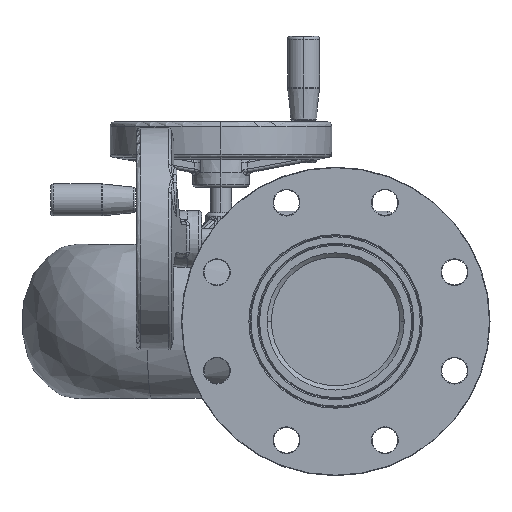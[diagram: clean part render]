
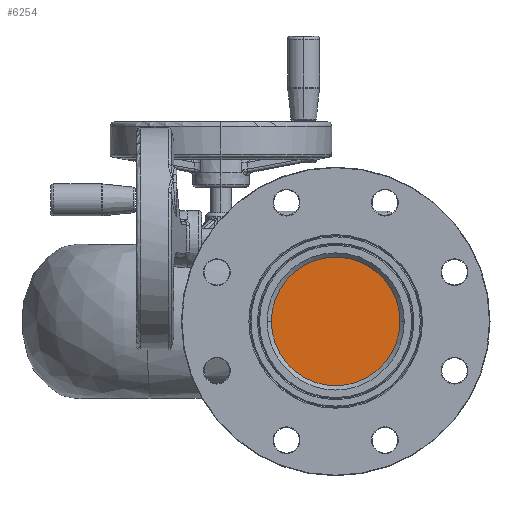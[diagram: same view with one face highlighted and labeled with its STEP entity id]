
A CAD part, front view. The second image highlights one B-rep face of the part: STEP entity #6254.
In plain terms, the highlighted planar face has unit normal (0, -1, 0).
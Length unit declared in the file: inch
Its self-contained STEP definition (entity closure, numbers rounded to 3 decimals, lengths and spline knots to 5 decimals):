
#469 = VERTEX_POINT ( 'NONE', #14944 ) ;
#470 = VERTEX_POINT ( 'NONE', #14945 ) ;
#5324 = CARTESIAN_POINT ( 'NONE',  ( 0., -4.5, 0. ) ) ;
#5329 = DIRECTION ( 'NONE',  ( 0., 1., 0. ) ) ;
#5330 = DIRECTION ( 'NONE',  ( 0., 0., -1. ) ) ;
#6254 = ADVANCED_FACE ( 'NONE', ( #38724 ), #15043, .T. ) ;
#13681 = EDGE_LOOP ( 'NONE', ( #41710, #41712 ) ) ;
#14944 = CARTESIAN_POINT ( 'NONE',  ( 0., -4.5, -2.5 ) ) ;
#14945 = CARTESIAN_POINT ( 'NONE',  ( 0., -4.5, 2.5 ) ) ;
#15043 = PLANE ( 'NONE',  #38076 ) ;
#15252 = CARTESIAN_POINT ( 'NONE',  ( 0., -4.5, -4.92834 ) ) ;
#15259 = DIRECTION ( 'NONE',  ( 0., -1., 0. ) ) ;
#15260 = DIRECTION ( 'NONE',  ( 0., 0., -1. ) ) ;
#18439 = CIRCLE ( 'NONE', #24396, 2.5 ) ;
#18646 = CIRCLE ( 'NONE', #24460, 2.5 ) ;
#24396 = AXIS2_PLACEMENT_3D ( 'NONE', #43709, #43720, #43722 ) ;
#24460 = AXIS2_PLACEMENT_3D ( 'NONE', #5324, #5329, #5330 ) ;
#38076 = AXIS2_PLACEMENT_3D ( 'NONE', #15252, #15259, #15260 ) ;
#38724 = FACE_OUTER_BOUND ( 'NONE', #13681, .T. ) ;
#41358 = EDGE_CURVE ( 'NONE', #470, #469, #18439, .T. ) ;
#41710 = ORIENTED_EDGE ( 'NONE', *, *, #41921, .F. ) ;
#41712 = ORIENTED_EDGE ( 'NONE', *, *, #41358, .F. ) ;
#41921 = EDGE_CURVE ( 'NONE', #469, #470, #18646, .T. ) ;
#43709 = CARTESIAN_POINT ( 'NONE',  ( 0., -4.5, 0. ) ) ;
#43720 = DIRECTION ( 'NONE',  ( 0., 1., 0. ) ) ;
#43722 = DIRECTION ( 'NONE',  ( 0., 0., -1. ) ) ;
